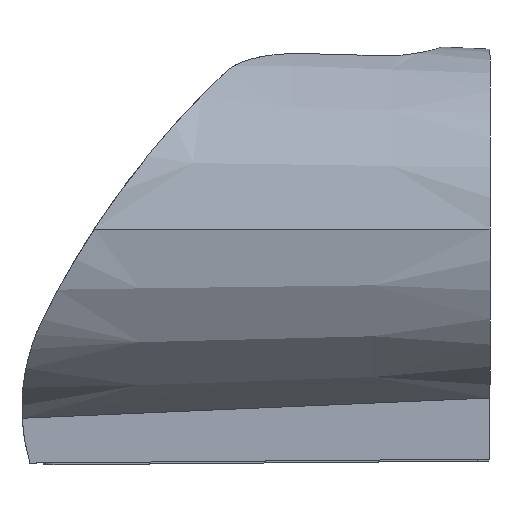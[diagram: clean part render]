
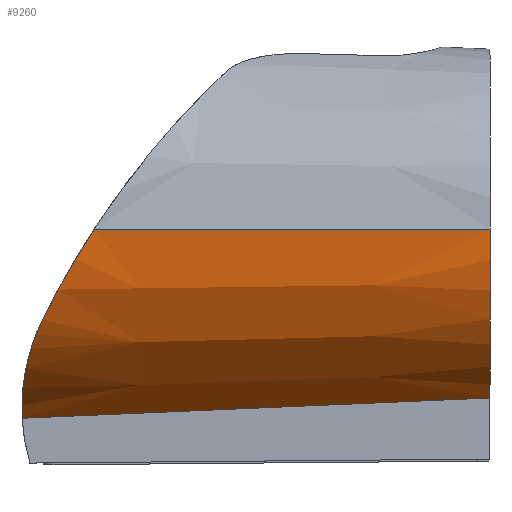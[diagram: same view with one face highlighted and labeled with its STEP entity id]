
A CAD part, left-side view. The second image highlights one B-rep face of the part: STEP entity #9260.
In plain terms, the highlighted conical face has half-angle 2.5 degrees and reference radius 50.531 mm.
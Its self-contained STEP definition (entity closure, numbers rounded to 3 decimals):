
#158 = DIRECTION ( 'NONE',  ( 0., 1., 0. ) ) ;
#211 = FACE_OUTER_BOUND ( 'NONE', #7065, .T. ) ;
#350 = CARTESIAN_POINT ( 'NONE',  ( -32.765, 117.567, -38.412 ) ) ;
#408 = EDGE_CURVE ( 'NONE', #6307, #10099, #9427, .T. ) ;
#414 = CARTESIAN_POINT ( 'NONE',  ( -46.466, 110.928, -19.08 ) ) ;
#499 = CARTESIAN_POINT ( 'NONE',  ( -45.348, 0., 0. ) ) ;
#581 = DIRECTION ( 'NONE',  ( -1., 0., 0. ) ) ;
#586 = CARTESIAN_POINT ( 'NONE',  ( -15.685, 21.248, -43.536 ) ) ;
#643 = VERTEX_POINT ( 'NONE', #1002 ) ;
#1002 = CARTESIAN_POINT ( 'NONE',  ( -44.792, 112.815, -22.828 ) ) ;
#1209 = CARTESIAN_POINT ( 'NONE',  ( -41.745, 115.1, -28.204 ) ) ;
#1312 = EDGE_CURVE ( 'NONE', #10243, #9754, #9323, .T. ) ;
#1436 = CARTESIAN_POINT ( 'NONE',  ( -16.529, 117.926, -47.715 ) ) ;
#2054 = CARTESIAN_POINT ( 'NONE',  ( -44.131, 113.488, -24.189 ) ) ;
#2126 = CARTESIAN_POINT ( 'NONE',  ( -19.649, 117.985, -46.637 ) ) ;
#2198 = CARTESIAN_POINT ( 'NONE',  ( -22.615, 118.026, -45.272 ) ) ;
#2237 = CARTESIAN_POINT ( 'NONE',  ( -15.5, 0., -42.617 ) ) ;
#2294 = CARTESIAN_POINT ( 'NONE',  ( -49.704, 99.768, 0. ) ) ;
#2299 = CARTESIAN_POINT ( 'NONE',  ( -50.531, 118.71, 0. ) ) ;
#2937 = CARTESIAN_POINT ( 'NONE',  ( -42.172, 114.858, -27.541 ) ) ;
#3049 = DIRECTION ( 'NONE',  ( 0., 1., 0. ) ) ;
#3056 = CARTESIAN_POINT ( 'NONE',  ( -15.5, 0., -42.617 ) ) ;
#3070 = CARTESIAN_POINT ( 'NONE',  ( -48.274, 107.869, -13.388 ) ) ;
#3234 = AXIS2_PLACEMENT_3D ( 'NONE', #8044, #3049, #581 ) ;
#3793 = CARTESIAN_POINT ( 'NONE',  ( -43.395, 114.08, -25.54 ) ) ;
#3847 = EDGE_CURVE ( 'NONE', #10099, #10243, #6004, .T. ) ;
#3890 = CARTESIAN_POINT ( 'NONE',  ( -49.363, 104.554, -7.636 ) ) ;
#3946 = CARTESIAN_POINT ( 'NONE',  ( -15.562, 7.083, -42.923 ) ) ;
#4044 = B_SPLINE_CURVE_WITH_KNOTS ( 'NONE', 3,
 ( #4596, #2126, #2198, #10560, #10428, #7905, #6357, #9643, #350, #8821, #6325, #7987, #6221, #1209, #2937, #3793, #2054, #8028 ),
 .UNSPECIFIED., .F., .F.,
 ( 4, 2, 2, 2, 2, 2, 2, 2, 4 ),
 ( 0., 0.01, 0.015, 0.017, 0.02, 0.029, 0.032, 0.034, 0.039 ),
 .UNSPECIFIED. ) ;
#4086 = CARTESIAN_POINT ( 'NONE',  ( -49.758, 100.996, -1.877 ) ) ;
#4301 = CARTESIAN_POINT ( 'NONE',  ( 0., 118.71, 0. ) ) ;
#4590 = B_SPLINE_CURVE_WITH_KNOTS ( 'NONE', 3,
 ( #7237, #5462, #414, #8065, #3070, #8895, #3890, #7300, #4086, #2294 ),
 .UNSPECIFIED., .F., .F.,
 ( 4, 2, 2, 2, 4 ),
 ( 0., 0.007, 0.013, 0.02, 0.027 ),
 .UNSPECIFIED. ) ;
#4596 = CARTESIAN_POINT ( 'NONE',  ( -16.529, 117.926, -47.715 ) ) ;
#5012 = DIRECTION ( 'NONE',  ( -0.044, 0.999, 0. ) ) ;
#5115 = ORIENTED_EDGE ( 'NONE', *, *, #1312, .T. ) ;
#5462 = CARTESIAN_POINT ( 'NONE',  ( -45.698, 111.892, -20.962 ) ) ;
#6004 = CIRCLE ( 'NONE', #3234, 45.348 ) ;
#6221 = CARTESIAN_POINT ( 'NONE',  ( -40.849, 115.549, -29.521 ) ) ;
#6307 = VERTEX_POINT ( 'NONE', #1436 ) ;
#6325 = CARTESIAN_POINT ( 'NONE',  ( -37.977, 116.697, -33.353 ) ) ;
#6357 = CARTESIAN_POINT ( 'NONE',  ( -30.864, 117.749, -39.965 ) ) ;
#6377 = CONICAL_SURFACE ( 'NONE', #7952, 50.531, 0.044 ) ;
#7065 = EDGE_LOOP ( 'NONE', ( #7597, #5115, #9165, #8375, #7519 ) ) ;
#7117 = VECTOR ( 'NONE', #5012, 1000. ) ;
#7237 = CARTESIAN_POINT ( 'NONE',  ( -44.792, 112.815, -22.828 ) ) ;
#7300 = CARTESIAN_POINT ( 'NONE',  ( -49.704, 102.198, -3.78 ) ) ;
#7519 = ORIENTED_EDGE ( 'NONE', *, *, #408, .T. ) ;
#7597 = ORIENTED_EDGE ( 'NONE', *, *, #3847, .T. ) ;
#7715 = DIRECTION ( 'NONE',  ( -1., 0., 0. ) ) ;
#7905 = CARTESIAN_POINT ( 'NONE',  ( -30.207, 117.796, -40.467 ) ) ;
#7952 = AXIS2_PLACEMENT_3D ( 'NONE', #4301, #158, #7715 ) ;
#7987 = CARTESIAN_POINT ( 'NONE',  ( -40.383, 115.755, -30.17 ) ) ;
#8009 = CARTESIAN_POINT ( 'NONE',  ( -49.704, 99.768, 0. ) ) ;
#8028 = CARTESIAN_POINT ( 'NONE',  ( -44.792, 112.815, -22.828 ) ) ;
#8044 = CARTESIAN_POINT ( 'NONE',  ( 0., 0., 0. ) ) ;
#8065 = CARTESIAN_POINT ( 'NONE',  ( -47.754, 108.917, -15.294 ) ) ;
#8171 = EDGE_CURVE ( 'NONE', #643, #9754, #4590, .T. ) ;
#8190 = CARTESIAN_POINT ( 'NONE',  ( -15.624, 14.165, -43.23 ) ) ;
#8375 = ORIENTED_EDGE ( 'NONE', *, *, #8744, .F. ) ;
#8744 = EDGE_CURVE ( 'NONE', #6307, #643, #4044, .T. ) ;
#8821 = CARTESIAN_POINT ( 'NONE',  ( -35.8, 117.179, -35.715 ) ) ;
#8895 = CARTESIAN_POINT ( 'NONE',  ( -49.078, 105.688, -9.561 ) ) ;
#8918 = CARTESIAN_POINT ( 'NONE',  ( -16.529, 117.926, -47.715 ) ) ;
#8960 = CARTESIAN_POINT ( 'NONE',  ( -16.248, 85.7, -46.323 ) ) ;
#9165 = ORIENTED_EDGE ( 'NONE', *, *, #8171, .F. ) ;
#9260 = ADVANCED_FACE ( 'NONE', ( #211 ), #6377, .T. ) ;
#9323 = LINE ( 'NONE', #2299, #7117 ) ;
#9427 = B_SPLINE_CURVE_WITH_KNOTS ( 'NONE', 3,
 ( #8918, #8960, #9878, #586, #8190, #3946, #3056 ),
 .UNSPECIFIED., .F., .F.,
 ( 4, 3, 4 ),
 ( 0., 0.097, 0.118 ),
 .UNSPECIFIED. ) ;
#9643 = CARTESIAN_POINT ( 'NONE',  ( -32.142, 117.634, -38.939 ) ) ;
#9754 = VERTEX_POINT ( 'NONE', #8009 ) ;
#9878 = CARTESIAN_POINT ( 'NONE',  ( -15.967, 53.474, -44.931 ) ) ;
#10099 = VERTEX_POINT ( 'NONE', #2237 ) ;
#10243 = VERTEX_POINT ( 'NONE', #499 ) ;
#10428 = CARTESIAN_POINT ( 'NONE',  ( -28.21, 117.914, -41.914 ) ) ;
#10560 = CARTESIAN_POINT ( 'NONE',  ( -26.839, 117.959, -42.806 ) ) ;
